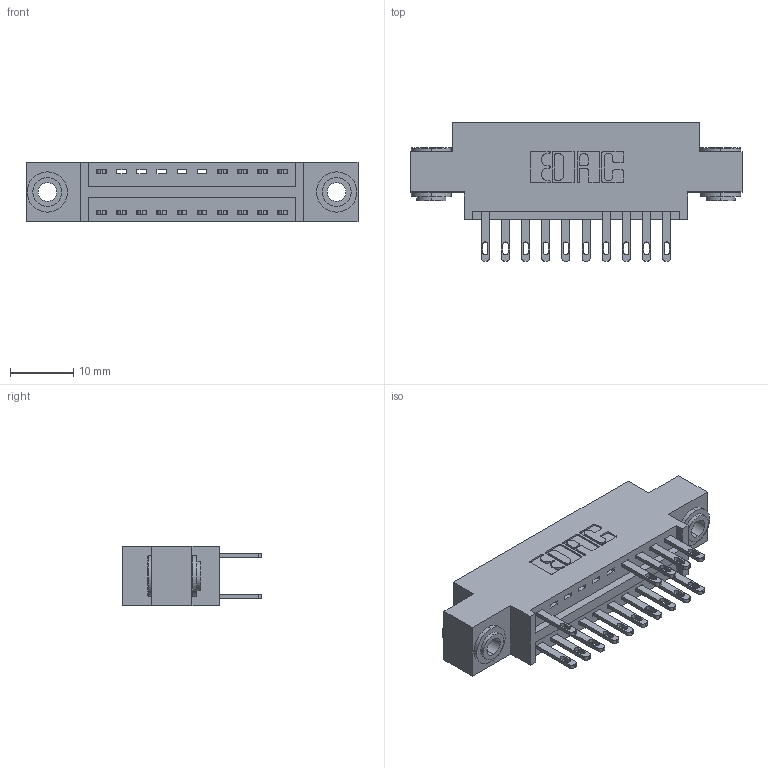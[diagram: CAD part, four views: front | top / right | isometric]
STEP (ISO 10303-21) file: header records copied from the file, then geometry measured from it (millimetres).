
FILE_DESCRIPTION (( 'STEP AP203' ), '1' );
FILE_NAME ('346-020-500-803.STEP', '2018-08-20T10:53:12', ( '' ), ( '' ), 'SwSTEP 2.0', 'SolidWorks 2016', '' );
FILE_SCHEMA (( 'CONFIG_CONTROL_DESIGN' ));
Length unit declared in the file: inch
Products named in the file (4): 346-020-500-803; 346 Part_0.170 Offset - 0.156 Dia-TH; 345-292-001_345-293-100; 345-250-002_345-250-002-102
Assembly tree (18 placements, depth 2):
  346-020-500-803
    346 Part_0.170 Offset - 0.156 Dia-TH
    345-292-001_345-293-100  x15
    345-250-002_345-250-002-102  x2
Bounding box: 52.32 x 21.84 x 9.4 mm (x, y, z)
Volume: 4719.3 mm3; surface area: 6275.4 mm2
Topology: 18 solids, 18 shells, 914 faces, 2727 edges, 1814 vertices
Faces by surface type: plane 550, cylinder 356, cone 8
Entity records: 11386 total; most frequent: CARTESIAN_POINT 1918, ORIENTED_EDGE 1850, DIRECTION 1769, EDGE_CURVE 925, VECTOR 725, LINE 725, VERTEX_POINT 614, AXIS2_PLACEMENT_3D 522
